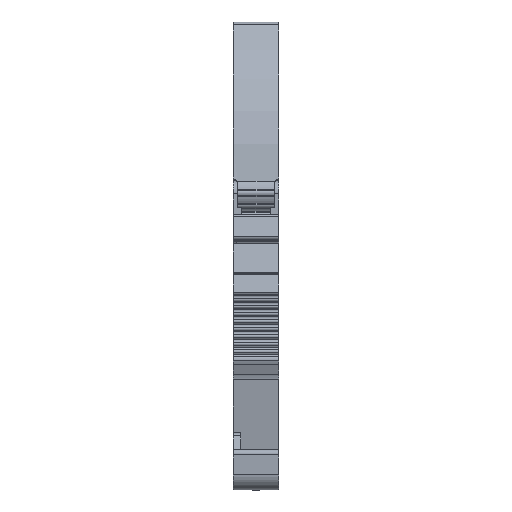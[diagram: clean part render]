
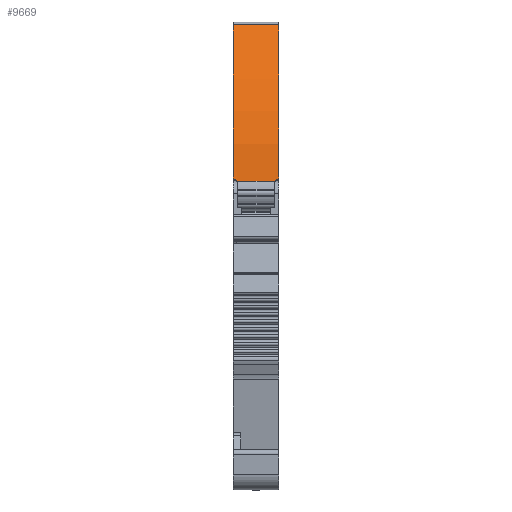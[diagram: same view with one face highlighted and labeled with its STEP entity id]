
A CAD part, left-side view. The second image highlights one B-rep face of the part: STEP entity #9669.
In plain terms, the highlighted cylindrical face has radius 30 mm (diameter 60 mm), a partial arc.
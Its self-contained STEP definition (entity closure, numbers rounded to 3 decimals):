
#199=CYLINDRICAL_SURFACE('',#10376,30.);
#823=LINE('',#15054,#1469);
#831=LINE('',#15079,#1477);
#1469=VECTOR('',#12319,1000.);
#1477=VECTOR('',#12345,1000.);
#1570=B_SPLINE_CURVE_WITH_KNOTS('',3,(#15116,#15117,#15118,#15119),
 .UNSPECIFIED.,.F.,.F.,(4,4),(0.,0.001),.UNSPECIFIED.);
#1572=B_SPLINE_CURVE_WITH_KNOTS('',3,(#15141,#15142,#15143,#15144),
 .UNSPECIFIED.,.F.,.F.,(4,4),(0.,0.001),.UNSPECIFIED.);
#3161=ORIENTED_EDGE('',*,*,#4773,.T.);
#3162=ORIENTED_EDGE('',*,*,#4774,.T.);
#3163=ORIENTED_EDGE('',*,*,#4775,.T.);
#3164=ORIENTED_EDGE('',*,*,#4745,.T.);
#3165=ORIENTED_EDGE('',*,*,#4776,.T.);
#3166=ORIENTED_EDGE('',*,*,#4764,.T.);
#3167=ORIENTED_EDGE('',*,*,#4770,.T.);
#3168=ORIENTED_EDGE('',*,*,#4733,.T.);
#4733=EDGE_CURVE('',#5501,#5500,#823,.F.);
#4745=EDGE_CURVE('',#5509,#5508,#831,.T.);
#4764=EDGE_CURVE('',#5521,#5520,#1570,.T.);
#4770=EDGE_CURVE('',#5520,#5501,#5886,.T.);
#4773=EDGE_CURVE('',#5500,#5525,#5887,.F.);
#4774=EDGE_CURVE('',#5525,#5526,#1572,.T.);
#4775=EDGE_CURVE('',#5526,#5509,#5888,.T.);
#4776=EDGE_CURVE('',#5508,#5521,#5889,.F.);
#5500=VERTEX_POINT('',#15053);
#5501=VERTEX_POINT('',#15055);
#5508=VERTEX_POINT('',#15078);
#5509=VERTEX_POINT('',#15080);
#5520=VERTEX_POINT('',#15115);
#5521=VERTEX_POINT('',#15120);
#5525=VERTEX_POINT('',#15140);
#5526=VERTEX_POINT('',#15145);
#5886=CIRCLE('',#10375,30.);
#5887=CIRCLE('',#10377,30.);
#5888=CIRCLE('',#10378,30.);
#5889=CIRCLE('',#10379,30.);
#6249=EDGE_LOOP('',(#3161,#3162,#3163,#3164,#3165,#3166,#3167,#3168));
#6624=FACE_BOUND('',#6249,.T.);
#9669=ADVANCED_FACE('',(#6624),#199,.T.);
#10375=AXIS2_PLACEMENT_3D('',#15134,#12398,#12399);
#10376=AXIS2_PLACEMENT_3D('',#15138,#12402,#12403);
#10377=AXIS2_PLACEMENT_3D('',#15139,#12404,#12405);
#10378=AXIS2_PLACEMENT_3D('',#15146,#12406,#12407);
#10379=AXIS2_PLACEMENT_3D('',#15147,#12408,#12409);
#12319=DIRECTION('',(0.,-1.,0.));
#12345=DIRECTION('',(0.,-1.,0.));
#12398=DIRECTION('',(0.,1.,0.));
#12399=DIRECTION('',(0.,0.,1.));
#12402=DIRECTION('',(0.,1.,0.));
#12403=DIRECTION('',(0.,0.,1.));
#12404=DIRECTION('',(0.,1.,0.));
#12405=DIRECTION('',(0.,0.,1.));
#12406=DIRECTION('',(0.,1.,0.));
#12407=DIRECTION('',(0.,0.,1.));
#12408=DIRECTION('',(0.,1.,0.));
#12409=DIRECTION('',(0.,0.,1.));
#15053=CARTESIAN_POINT('',(-7.167,3.4,42.898));
#15054=CARTESIAN_POINT('',(-7.167,-2.6,42.898));
#15055=CARTESIAN_POINT('',(-7.167,-2.6,42.898));
#15078=CARTESIAN_POINT('',(-17.109,-2.,22.47));
#15079=CARTESIAN_POINT('',(-17.109,46.364,22.47));
#15080=CARTESIAN_POINT('',(-17.109,2.8,22.47));
#15115=CARTESIAN_POINT('',(-17.09,-2.6,22.75));
#15116=CARTESIAN_POINT('',(-17.128,-2.,22.15));
#15117=CARTESIAN_POINT('',(-17.111,-2.,22.467));
#15118=CARTESIAN_POINT('',(-17.09,-2.283,22.75));
#15119=CARTESIAN_POINT('',(-17.09,-2.6,22.75));
#15120=CARTESIAN_POINT('',(-17.128,-2.,22.15));
#15134=CARTESIAN_POINT('',(12.828,-2.6,20.533));
#15138=CARTESIAN_POINT('',(12.828,49.001,20.533));
#15139=CARTESIAN_POINT('',(12.828,3.4,20.533));
#15140=CARTESIAN_POINT('',(-17.09,3.4,22.75));
#15141=CARTESIAN_POINT('',(-17.09,3.4,22.75));
#15142=CARTESIAN_POINT('',(-17.09,3.083,22.75));
#15143=CARTESIAN_POINT('',(-17.111,2.8,22.467));
#15144=CARTESIAN_POINT('',(-17.128,2.8,22.15));
#15145=CARTESIAN_POINT('',(-17.128,2.8,22.15));
#15146=CARTESIAN_POINT('',(12.828,2.8,20.533));
#15147=CARTESIAN_POINT('',(12.828,-2.,20.533));
